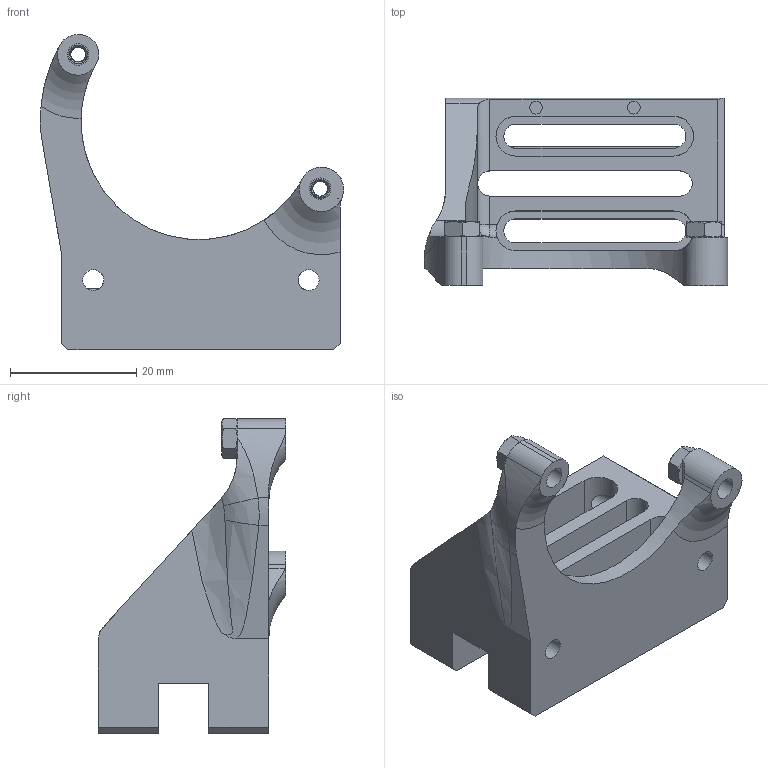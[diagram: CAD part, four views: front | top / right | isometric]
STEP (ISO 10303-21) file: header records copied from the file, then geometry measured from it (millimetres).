
FILE_DESCRIPTION(/* description */ (''),/* implementation_level */ '2;1');
FILE_NAME(/* name */ '[Top] Hextrudort - top_mgn9.step',/* time_stamp */ '2021-08-27T07:58:20+03:00',/* author */ (''),/* organization */ (''),/* preprocessor_version */ 'ST-DEVELOPER v18.1',/* originating_system */ 'Autodesk Translation Framework v10.9.0.1377',/* authorisation */ '');
FILE_SCHEMA (('AUTOMOTIVE_DESIGN { 1 0 10303 214 3 1 1 }'));
Length unit declared in the file: millimetre
Products named in the file (3): [Top] Hextrudort - top_mgn9; M3_Nut_94150A325 v4 (2); M3_Nut_94150A325 v4 (3)
Assembly tree (2 placements, depth 3):
  [Top] Hextrudort - top_mgn9
    M3_Nut_94150A325 v4 (2)
      M3_Nut_94150A325 v4 (3)
Bounding box: 48.01 x 29.7 x 49.9 mm (x, y, z)
Volume: 13629.2 mm3; surface area: 9786.6 mm2
Topology: 3 solids, 3 shells, 159 faces, 420 edges, 268 vertices
Faces by surface type: cylinder 58, plane 57, cone 32, bspline 8, torus 3, sphere 1
Full cylindrical faces by diameter (mm): 2 x2, 2.35 x6, 3 x8, 3.3 x2, 3.4 x2
Entity records: 7451 total; most frequent: CARTESIAN_POINT 3635, ORIENTED_EDGE 840, DIRECTION 706, EDGE_CURVE 420, AXIS2_PLACEMENT_3D 271, VERTEX_POINT 268, EDGE_LOOP 188, LINE 164
